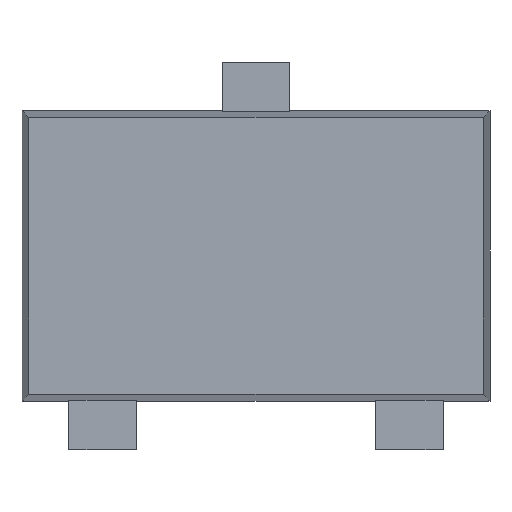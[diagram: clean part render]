
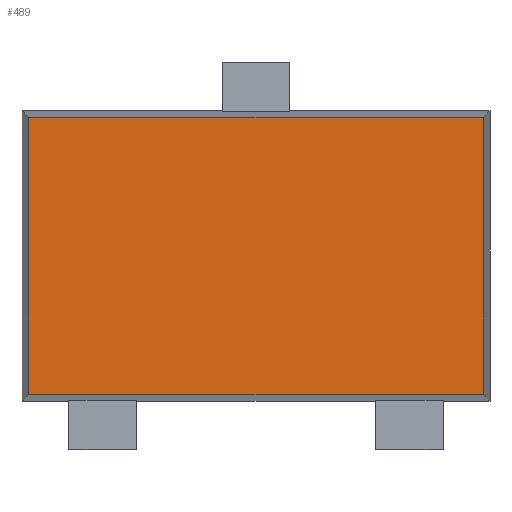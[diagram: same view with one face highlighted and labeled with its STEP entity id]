
A CAD part, top view. The second image highlights one B-rep face of the part: STEP entity #489.
In plain terms, the highlighted planar face has unit normal (0, 0, 1).
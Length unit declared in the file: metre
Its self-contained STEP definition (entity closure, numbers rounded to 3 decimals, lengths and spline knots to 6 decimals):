
#82=ORIENTED_EDGE('',*,*,#196,.F.);
#83=ORIENTED_EDGE('',*,*,#200,.T.);
#84=ORIENTED_EDGE('',*,*,#202,.T.);
#85=ORIENTED_EDGE('',*,*,#180,.F.);
#180=EDGE_CURVE('',#246,#247,#290,.T.);
#196=EDGE_CURVE('',#258,#246,#306,.T.);
#200=EDGE_CURVE('',#258,#261,#310,.F.);
#202=EDGE_CURVE('',#261,#247,#312,.F.);
#246=VERTEX_POINT('',#792);
#247=VERTEX_POINT('',#794);
#258=VERTEX_POINT('',#822);
#261=VERTEX_POINT('',#830);
#290=LINE('',#793,#356);
#306=LINE('',#823,#372);
#310=LINE('',#831,#376);
#312=LINE('',#834,#378);
#356=VECTOR('',#668,1.);
#372=VECTOR('',#688,1.);
#376=VECTOR('',#694,1.);
#378=VECTOR('',#698,1.);
#417=EDGE_LOOP('',(#82,#83,#84,#85));
#441=FACE_BOUND('',#417,.T.);
#465=PLANE('',#635);
#489=ADVANCED_FACE('',(#441),#465,.T.);
#635=AXIS2_PLACEMENT_3D('',#835,#699,#700);
#668=DIRECTION('',(-1.,0.,0.));
#688=DIRECTION('',(0.,-1.,0.));
#694=DIRECTION('',(1.,0.,0.));
#698=DIRECTION('',(0.,1.,0.));
#699=DIRECTION('',(0.,0.,1.));
#700=DIRECTION('',(1.,0.,0.));
#792=CARTESIAN_POINT('',(0.001408,-0.000858,0.0008));
#793=CARTESIAN_POINT('',(0.,-0.000858,0.0008));
#794=CARTESIAN_POINT('',(-0.001408,-0.000858,0.0008));
#822=CARTESIAN_POINT('',(0.001408,0.000858,0.0008));
#823=CARTESIAN_POINT('',(0.001408,0.0009,0.0008));
#830=CARTESIAN_POINT('',(-0.001408,0.000858,0.0008));
#831=CARTESIAN_POINT('',(0.,0.000858,0.0008));
#834=CARTESIAN_POINT('',(-0.001408,0.0009,0.0008));
#835=CARTESIAN_POINT('',(0.,0.,0.0008));
